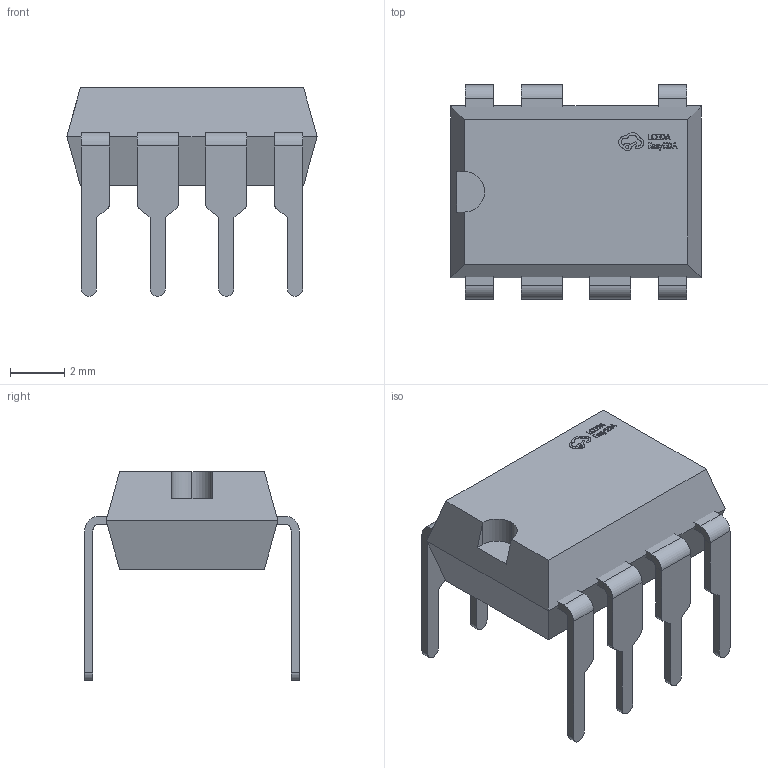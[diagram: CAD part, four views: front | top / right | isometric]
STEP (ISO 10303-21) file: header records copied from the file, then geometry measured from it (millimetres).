
FILE_DESCRIPTION (( 'STEP AP214' ), '1' );
FILE_NAME ('DIP-8_7P-L9.3-W6.4-H4.6-P2.54-LS7.6-BL-PE6.step', '2022-06-21T14:12:16', ( '' ), ( '' ), 'SwSTEP 2.0', 'SolidWorks 2020', '' );
FILE_SCHEMA (( 'AUTOMOTIVE_DESIGN' ));
Length unit declared in the file: millimetre
Products named in the file (1): DIP-8_7P-L9.3-W6.4-H4.6-P2.54-LS7.6-BL-PE6
Bounding box: 9.25 x 7.92 x 7.72 mm (x, y, z)
Volume: 204.4 mm3; surface area: 384.1 mm2
Topology: 5 solids, 5 shells, 400 faces, 1046 edges, 682 vertices
Faces by surface type: plane 255, bspline 112, cylinder 33
Entity records: 17799 total; most frequent: CARTESIAN_POINT 4233, ORIENTED_EDGE 2092, DIRECTION 1462, EDGE_CURVE 1046, VECTOR 752, LINE 752, VERTEX_POINT 682, EDGE_LOOP 426
